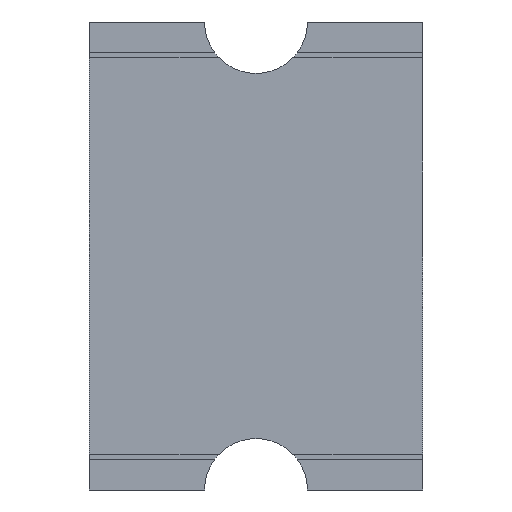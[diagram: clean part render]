
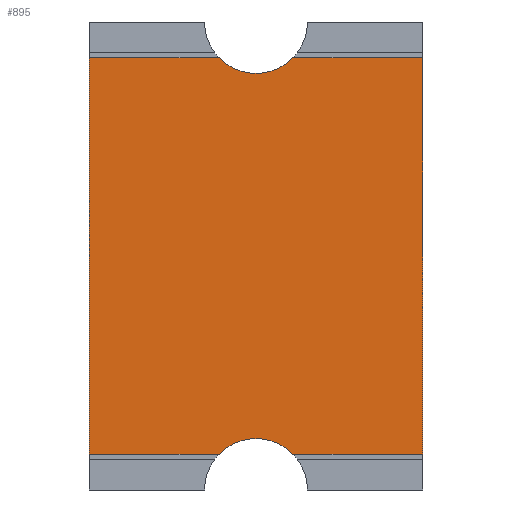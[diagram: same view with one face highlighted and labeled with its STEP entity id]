
A CAD part, front view. The second image highlights one B-rep face of the part: STEP entity #895.
In plain terms, the highlighted planar face has unit normal (0, -1, 0).
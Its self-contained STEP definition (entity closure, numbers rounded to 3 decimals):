
#23 = ORIENTED_EDGE ( 'NONE', *, *, #1388, .F. ) ;
#27 = VECTOR ( 'NONE', #1355, 1000. ) ;
#54 = VERTEX_POINT ( 'NONE', #1555 ) ;
#56 = CARTESIAN_POINT ( 'NONE',  ( 0., 0., -2.275 ) ) ;
#62 = CARTESIAN_POINT ( 'NONE',  ( 1.62, 0., 1.925 ) ) ;
#65 = DIRECTION ( 'NONE',  ( 0.714, 0., 0.7 ) ) ;
#70 = CARTESIAN_POINT ( 'NONE',  ( 1.62, 0., -1.925 ) ) ;
#88 = CIRCLE ( 'NONE', #497, 0.5 ) ;
#112 = EDGE_CURVE ( 'NONE', #54, #887, #792, .T. ) ;
#172 = EDGE_CURVE ( 'NONE', #887, #210, #1368, .T. ) ;
#210 = VERTEX_POINT ( 'NONE', #427 ) ;
#243 = VERTEX_POINT ( 'NONE', #1201 ) ;
#260 = DIRECTION ( 'NONE',  ( -0.714, 0., -0.7 ) ) ;
#274 = ORIENTED_EDGE ( 'NONE', *, *, #112, .F. ) ;
#279 = DIRECTION ( 'NONE',  ( 0., 0., 1. ) ) ;
#292 = EDGE_CURVE ( 'NONE', #1035, #243, #1190, .T. ) ;
#367 = EDGE_CURVE ( 'NONE', #1035, #54, #1327, .T. ) ;
#387 = CARTESIAN_POINT ( 'NONE',  ( -1.62, 0., 1.925 ) ) ;
#388 = CARTESIAN_POINT ( 'NONE',  ( 1.62, 0., 1.925 ) ) ;
#410 = ORIENTED_EDGE ( 'NONE', *, *, #1023, .T. ) ;
#422 = ORIENTED_EDGE ( 'NONE', *, *, #1085, .F. ) ;
#427 = CARTESIAN_POINT ( 'NONE',  ( 0.357, 0., 1.925 ) ) ;
#428 = VECTOR ( 'NONE', #1479, 1000. ) ;
#480 = ORIENTED_EDGE ( 'NONE', *, *, #721, .F. ) ;
#497 = AXIS2_PLACEMENT_3D ( 'NONE', #1094, #1340, #708 ) ;
#543 = VECTOR ( 'NONE', #1607, 1000. ) ;
#574 = VECTOR ( 'NONE', #658, 1000. ) ;
#622 = VERTEX_POINT ( 'NONE', #1557 ) ;
#632 = DIRECTION ( 'NONE',  ( 1., 0., 0. ) ) ;
#658 = DIRECTION ( 'NONE',  ( 1., 0., 0. ) ) ;
#662 = CARTESIAN_POINT ( 'NONE',  ( 0.357, 0., -1.925 ) ) ;
#703 = DIRECTION ( 'NONE',  ( 1., 0., 0. ) ) ;
#708 = DIRECTION ( 'NONE',  ( 0.714, 0., 0.7 ) ) ;
#721 = EDGE_CURVE ( 'NONE', #210, #1283, #1436, .T. ) ;
#756 = PLANE ( 'NONE',  #1242 ) ;
#764 = CARTESIAN_POINT ( 'NONE',  ( 0., 0., 0. ) ) ;
#792 = LINE ( 'NONE', #387, #574 ) ;
#794 = VERTEX_POINT ( 'NONE', #70 ) ;
#814 = AXIS2_PLACEMENT_3D ( 'NONE', #56, #1198, #65 ) ;
#887 = VERTEX_POINT ( 'NONE', #910 ) ;
#895 = ADVANCED_FACE ( 'NONE', ( #1303 ), #756, .F. ) ;
#910 = CARTESIAN_POINT ( 'NONE',  ( -0.357, 0., 1.925 ) ) ;
#935 = CARTESIAN_POINT ( 'NONE',  ( -1.62, 0., -1.925 ) ) ;
#942 = LINE ( 'NONE', #662, #27 ) ;
#1023 = EDGE_CURVE ( 'NONE', #622, #794, #942, .T. ) ;
#1025 = ORIENTED_EDGE ( 'NONE', *, *, #1381, .F. ) ;
#1035 = VERTEX_POINT ( 'NONE', #1080 ) ;
#1036 = CARTESIAN_POINT ( 'NONE',  ( 0., 0., 2.275 ) ) ;
#1080 = CARTESIAN_POINT ( 'NONE',  ( -1.62, 0., -1.925 ) ) ;
#1081 = ORIENTED_EDGE ( 'NONE', *, *, #172, .F. ) ;
#1082 = ORIENTED_EDGE ( 'NONE', *, *, #292, .T. ) ;
#1085 = EDGE_CURVE ( 'NONE', #1283, #794, #1182, .T. ) ;
#1088 = CARTESIAN_POINT ( 'NONE',  ( -1.62, 0., -1.925 ) ) ;
#1094 = CARTESIAN_POINT ( 'NONE',  ( 0., 0., -2.275 ) ) ;
#1182 = LINE ( 'NONE', #62, #428 ) ;
#1190 = LINE ( 'NONE', #1088, #543 ) ;
#1198 = DIRECTION ( 'NONE',  ( 0., -1., 0. ) ) ;
#1201 = CARTESIAN_POINT ( 'NONE',  ( -0.357, 0., -1.925 ) ) ;
#1226 = ORIENTED_EDGE ( 'NONE', *, *, #367, .F. ) ;
#1242 = AXIS2_PLACEMENT_3D ( 'NONE', #764, #1532, #632 ) ;
#1252 = VECTOR ( 'NONE', #279, 1000. ) ;
#1263 = CIRCLE ( 'NONE', #814, 0.5 ) ;
#1283 = VERTEX_POINT ( 'NONE', #388 ) ;
#1301 = AXIS2_PLACEMENT_3D ( 'NONE', #1036, #1420, #260 ) ;
#1303 = FACE_OUTER_BOUND ( 'NONE', #1308, .T. ) ;
#1308 = EDGE_LOOP ( 'NONE', ( #23, #410, #422, #480, #1081, #274, #1226, #1082, #1025 ) ) ;
#1324 = VERTEX_POINT ( 'NONE', #1556 ) ;
#1327 = LINE ( 'NONE', #935, #1252 ) ;
#1340 = DIRECTION ( 'NONE',  ( 0., -1., 0. ) ) ;
#1355 = DIRECTION ( 'NONE',  ( 1., 0., 0. ) ) ;
#1368 = CIRCLE ( 'NONE', #1301, 0.5 ) ;
#1381 = EDGE_CURVE ( 'NONE', #1324, #243, #1263, .T. ) ;
#1388 = EDGE_CURVE ( 'NONE', #622, #1324, #88, .T. ) ;
#1396 = VECTOR ( 'NONE', #703, 1000. ) ;
#1420 = DIRECTION ( 'NONE',  ( 0., -1., 0. ) ) ;
#1436 = LINE ( 'NONE', #1478, #1396 ) ;
#1478 = CARTESIAN_POINT ( 'NONE',  ( 0.357, 0., 1.925 ) ) ;
#1479 = DIRECTION ( 'NONE',  ( 0., 0., -1. ) ) ;
#1532 = DIRECTION ( 'NONE',  ( 0., 1., 0. ) ) ;
#1555 = CARTESIAN_POINT ( 'NONE',  ( -1.62, 0., 1.925 ) ) ;
#1556 = CARTESIAN_POINT ( 'NONE',  ( 0., 0., -1.775 ) ) ;
#1557 = CARTESIAN_POINT ( 'NONE',  ( 0.357, 0., -1.925 ) ) ;
#1607 = DIRECTION ( 'NONE',  ( 1., 0., 0. ) ) ;
